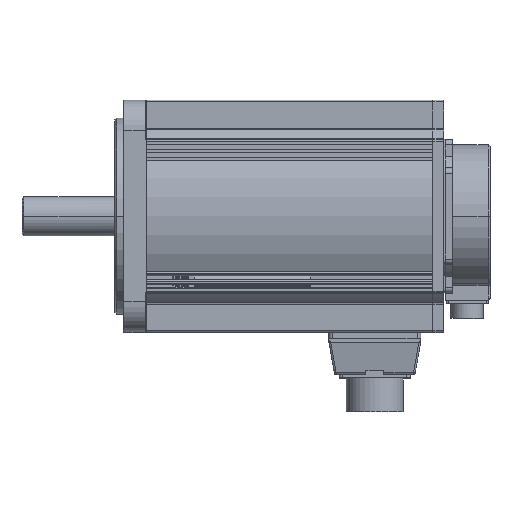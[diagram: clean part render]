
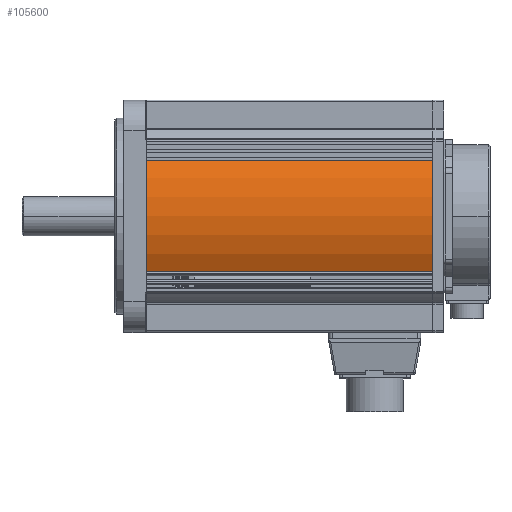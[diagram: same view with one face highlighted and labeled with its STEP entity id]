
A CAD part, top view. The second image highlights one B-rep face of the part: STEP entity #105600.
In plain terms, the highlighted cylindrical face has radius 65 mm (diameter 130 mm), a partial arc.
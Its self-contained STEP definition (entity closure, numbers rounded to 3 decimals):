
#3762 = EDGE_LOOP ( 'NONE', ( #108651, #34941, #52307, #17776 ) ) ;
#13324 = DIRECTION ( 'NONE',  ( 1., 0., 0. ) ) ;
#17776 = ORIENTED_EDGE ( 'NONE', *, *, #25025, .T. ) ;
#19668 = CARTESIAN_POINT ( 'NONE',  ( 69.5, 0., 0. ) ) ;
#22649 = DIRECTION ( 'NONE',  ( -1., 0., 0. ) ) ;
#22689 = CARTESIAN_POINT ( 'NONE',  ( 230., 0., 0. ) ) ;
#25025 = EDGE_CURVE ( 'NONE', #130027, #46196, #69712, .T. ) ;
#30746 = DIRECTION ( 'NONE',  ( -1., 0., 0. ) ) ;
#30974 = DIRECTION ( 'NONE',  ( 1., 0., 0. ) ) ;
#31829 = CARTESIAN_POINT ( 'NONE',  ( 230., -31., 57.131 ) ) ;
#33503 = VERTEX_POINT ( 'NONE', #31829 ) ;
#34405 = DIRECTION ( 'NONE',  ( -1., 0., 0. ) ) ;
#34941 = ORIENTED_EDGE ( 'NONE', *, *, #109036, .F. ) ;
#38331 = AXIS2_PLACEMENT_3D ( 'NONE', #19668, #30974, #129745 ) ;
#38652 = CIRCLE ( 'NONE', #38331, 65. ) ;
#44706 = AXIS2_PLACEMENT_3D ( 'NONE', #80075, #13324, #123790 ) ;
#46196 = VERTEX_POINT ( 'NONE', #98477 ) ;
#52307 = ORIENTED_EDGE ( 'NONE', *, *, #135362, .F. ) ;
#55371 = LINE ( 'NONE', #123835, #124978 ) ;
#60726 = FACE_OUTER_BOUND ( 'NONE', #3762, .T. ) ;
#69712 = LINE ( 'NONE', #86279, #102768 ) ;
#80075 = CARTESIAN_POINT ( 'NONE',  ( 230., 0., 0. ) ) ;
#86279 = CARTESIAN_POINT ( 'NONE',  ( 230., 31., 57.131 ) ) ;
#87322 = CIRCLE ( 'NONE', #44706, 65. ) ;
#93296 = DIRECTION ( 'NONE',  ( 0., -1., 0. ) ) ;
#98477 = CARTESIAN_POINT ( 'NONE',  ( 69.5, 31., 57.131 ) ) ;
#102768 = VECTOR ( 'NONE', #30746, 1000. ) ;
#105600 = ADVANCED_FACE ( 'NONE', ( #60726 ), #143966, .T. ) ;
#106227 = AXIS2_PLACEMENT_3D ( 'NONE', #22689, #34405, #93296 ) ;
#108651 = ORIENTED_EDGE ( 'NONE', *, *, #126249, .T. ) ;
#109036 = EDGE_CURVE ( 'NONE', #33503, #142423, #55371, .T. ) ;
#123790 = DIRECTION ( 'NONE',  ( 0., 1., 0. ) ) ;
#123835 = CARTESIAN_POINT ( 'NONE',  ( 230., -31., 57.131 ) ) ;
#124978 = VECTOR ( 'NONE', #22649, 1000. ) ;
#126249 = EDGE_CURVE ( 'NONE', #46196, #142423, #38652, .T. ) ;
#126345 = CARTESIAN_POINT ( 'NONE',  ( 230., 31., 57.131 ) ) ;
#129745 = DIRECTION ( 'NONE',  ( 0., 1., 0. ) ) ;
#130027 = VERTEX_POINT ( 'NONE', #126345 ) ;
#135362 = EDGE_CURVE ( 'NONE', #130027, #33503, #87322, .T. ) ;
#138445 = CARTESIAN_POINT ( 'NONE',  ( 69.5, -31., 57.131 ) ) ;
#142423 = VERTEX_POINT ( 'NONE', #138445 ) ;
#143966 = CYLINDRICAL_SURFACE ( 'NONE', #106227, 65. ) ;
